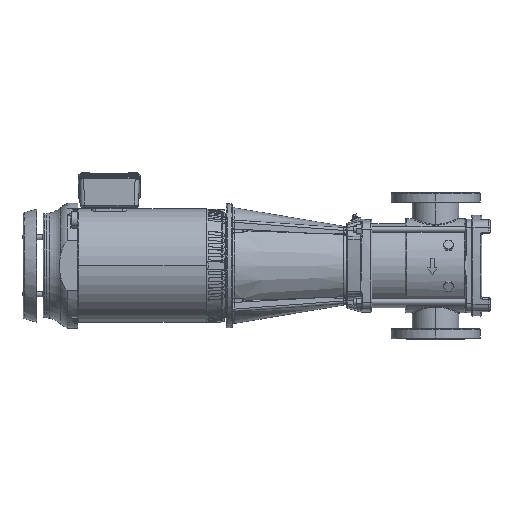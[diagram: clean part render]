
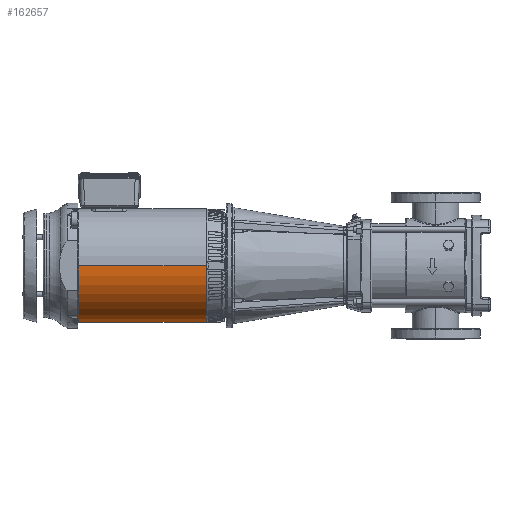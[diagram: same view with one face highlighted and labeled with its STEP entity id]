
A CAD part, left-side view. The second image highlights one B-rep face of the part: STEP entity #162657.
In plain terms, the highlighted cylindrical face has radius 146.3 mm (diameter 292.6 mm), a partial arc.
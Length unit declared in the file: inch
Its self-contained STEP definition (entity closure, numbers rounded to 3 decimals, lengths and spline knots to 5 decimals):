
#4429 = DIRECTION ( 'NONE',  ( 1., 0., 0. ) ) ;
#4966 = AXIS2_PLACEMENT_3D ( 'NONE', #139385, #172102, #205894 ) ;
#6792 = CARTESIAN_POINT ( 'NONE',  ( 6.14489, -6.14528, 0. ) ) ;
#9545 = EDGE_CURVE ( 'NONE', #153676, #109834, #137168, .T. ) ;
#10303 = DIRECTION ( 'NONE',  ( -1., 0., 0. ) ) ;
#13555 = CARTESIAN_POINT ( 'NONE',  ( 43.94817, -0.38544, -5.75984 ) ) ;
#17637 = CARTESIAN_POINT ( 'NONE',  ( 43.94817, -6.14528, 0. ) ) ;
#31807 = ORIENTED_EDGE ( 'NONE', *, *, #90730, .F. ) ;
#43814 = ORIENTED_EDGE ( 'NONE', *, *, #210204, .F. ) ;
#48092 = VECTOR ( 'NONE', #10303, 39.37008 ) ;
#57674 = VERTEX_POINT ( 'NONE', #89913 ) ;
#64250 = EDGE_CURVE ( 'NONE', #102883, #57674, #125940, .T. ) ;
#79848 = DIRECTION ( 'NONE',  ( -1., 0., 0. ) ) ;
#81683 = ORIENTED_EDGE ( 'NONE', *, *, #9545, .T. ) ;
#89913 = CARTESIAN_POINT ( 'NONE',  ( -6.84724, -6.14528, 0. ) ) ;
#90730 = EDGE_CURVE ( 'NONE', #57674, #109834, #135450, .T. ) ;
#93436 = VECTOR ( 'NONE', #4429, 39.37008 ) ;
#95337 = AXIS2_PLACEMENT_3D ( 'NONE', #212186, #109740, #210024 ) ;
#102813 = CARTESIAN_POINT ( 'NONE',  ( -6.84724, -0.38544, -5.75984 ) ) ;
#102883 = VERTEX_POINT ( 'NONE', #102813 ) ;
#109740 = DIRECTION ( 'NONE',  ( -1., 0., 0. ) ) ;
#109834 = VERTEX_POINT ( 'NONE', #6792 ) ;
#111541 = CARTESIAN_POINT ( 'NONE',  ( -6.84724, -0.38544, 0. ) ) ;
#116542 = CARTESIAN_POINT ( 'NONE',  ( 6.14489, -0.38544, -5.75984 ) ) ;
#125940 = CIRCLE ( 'NONE', #213100, 5.75984 ) ;
#135450 = LINE ( 'NONE', #17637, #93436 ) ;
#137168 = CIRCLE ( 'NONE', #95337, 5.75984 ) ;
#139385 = CARTESIAN_POINT ( 'NONE',  ( 43.94817, -0.38544, 0. ) ) ;
#153676 = VERTEX_POINT ( 'NONE', #116542 ) ;
#162657 = ADVANCED_FACE ( 'NONE', ( #189523 ), #190597, .T. ) ;
#172102 = DIRECTION ( 'NONE',  ( -1., 0., 0. ) ) ;
#174627 = EDGE_LOOP ( 'NONE', ( #43814, #81683, #31807, #209396 ) ) ;
#189523 = FACE_OUTER_BOUND ( 'NONE', #174627, .T. ) ;
#190597 = CYLINDRICAL_SURFACE ( 'NONE', #4966, 5.75984 ) ;
#196821 = LINE ( 'NONE', #13555, #48092 ) ;
#205894 = DIRECTION ( 'NONE',  ( 0., 0., 1. ) ) ;
#209396 = ORIENTED_EDGE ( 'NONE', *, *, #64250, .F. ) ;
#210024 = DIRECTION ( 'NONE',  ( 0., -1., 0. ) ) ;
#210204 = EDGE_CURVE ( 'NONE', #153676, #102883, #196821, .T. ) ;
#212186 = CARTESIAN_POINT ( 'NONE',  ( 6.14489, -0.38544, 0. ) ) ;
#212887 = DIRECTION ( 'NONE',  ( 0., -1., 0. ) ) ;
#213100 = AXIS2_PLACEMENT_3D ( 'NONE', #111541, #79848, #212887 ) ;
